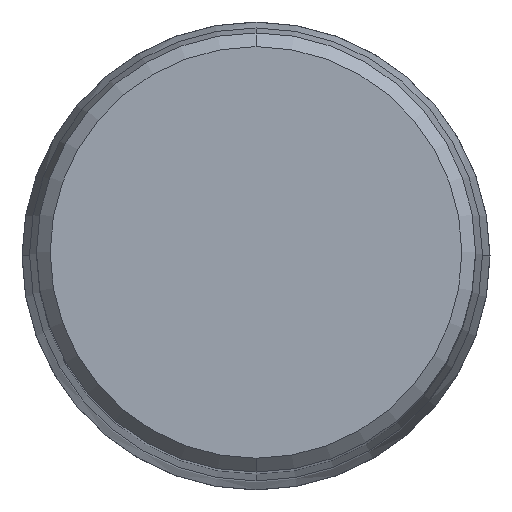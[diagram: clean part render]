
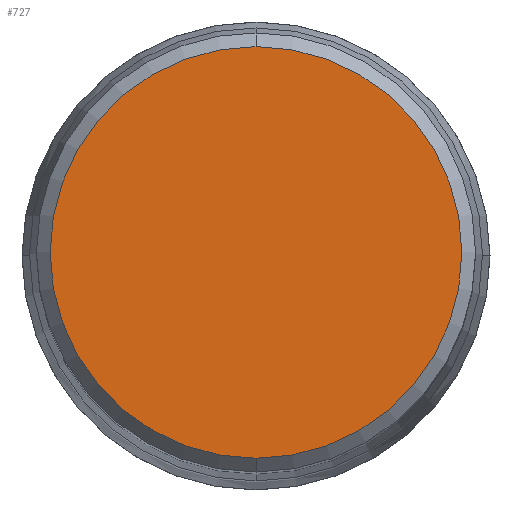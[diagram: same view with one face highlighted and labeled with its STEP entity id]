
A CAD part, top view. The second image highlights one B-rep face of the part: STEP entity #727.
In plain terms, the highlighted planar face has unit normal (0, 0, 1).
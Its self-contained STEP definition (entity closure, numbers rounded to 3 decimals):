
#475=EDGE_CURVE('',#673,#565,#992,.T.);
#565=VERTEX_POINT('',#1089);
#595=EDGE_CURVE('',#565,#673,#1121,.T.);
#673=VERTEX_POINT('',#1208);
#727=ADVANCED_FACE('',(#1264),#1265,.T.);
#992=CIRCLE('',#1688,15.0);
#1089=CARTESIAN_POINT('',(0.,-15.0,0.0));
#1121=CIRCLE('',#1950,15.0);
#1208=CARTESIAN_POINT('',(0.0,15.0,0.0));
#1264=FACE_OUTER_BOUND('',#2219,.T.);
#1265=PLANE('',#2220);
#1688=AXIS2_PLACEMENT_3D('',#2557,#2558,#2559);
#1950=AXIS2_PLACEMENT_3D('',#2709,#2710,#2711);
#2219=EDGE_LOOP('',(#2874,#2875));
#2220=AXIS2_PLACEMENT_3D('',#2876,#2877,#2878);
#2557=CARTESIAN_POINT('',(0.0,0.0,0.0));
#2558=DIRECTION('',(0.0,0.0,-1.0));
#2559=DIRECTION('',(0.0,1.0,0.0));
#2709=CARTESIAN_POINT('',(0.0,0.0,0.0));
#2710=DIRECTION('',(0.0,0.0,-1.0));
#2711=DIRECTION('',(0.0,1.0,0.0));
#2874=ORIENTED_EDGE('',*,*,#475,.F.);
#2875=ORIENTED_EDGE('',*,*,#595,.F.);
#2876=CARTESIAN_POINT('',(0.0,7.5,0.0));
#2877=DIRECTION('',(-0.0,0.0,1.0));
#2878=DIRECTION('',(0.0,-1.0,0.0));
